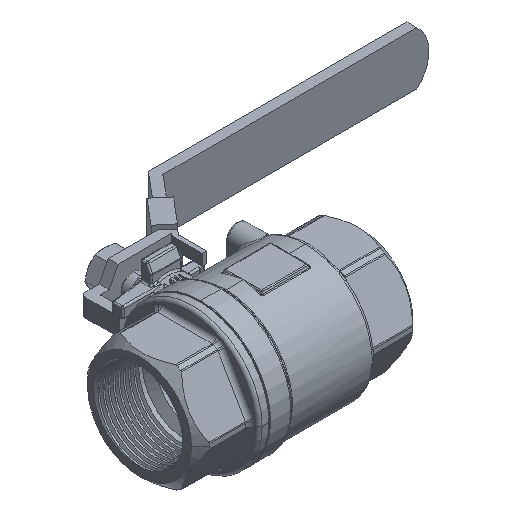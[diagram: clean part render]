
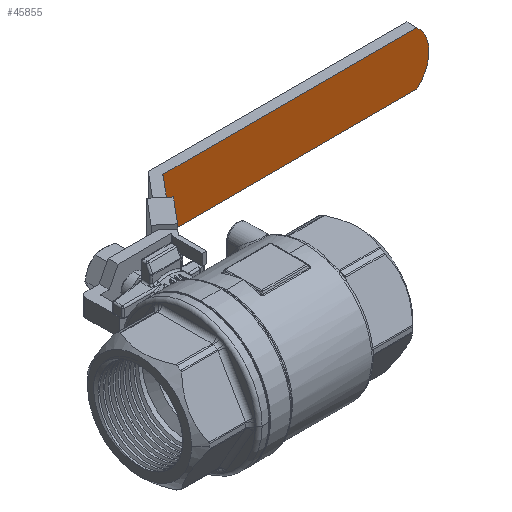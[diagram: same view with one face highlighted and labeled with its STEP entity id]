
A CAD part, isometric view. The second image highlights one B-rep face of the part: STEP entity #45855.
In plain terms, the highlighted planar face has unit normal (0, -1, 0).
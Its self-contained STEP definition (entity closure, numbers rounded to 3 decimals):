
#45199=DIRECTION('',(1.,0.,0.));
#45200=VECTOR('',#45199,114.807);
#45201=CARTESIAN_POINT('',(38.276,38.,-12.));
#45202=LINE('',#45201,#45200);
#45203=DIRECTION('',(0.,0.,1.));
#45204=VECTOR('',#45203,24.);
#45205=CARTESIAN_POINT('',(38.276,38.,-12.));
#45206=LINE('',#45205,#45204);
#45207=DIRECTION('',(1.,0.,0.));
#45208=VECTOR('',#45207,114.807);
#45209=CARTESIAN_POINT('',(38.276,38.,12.));
#45210=LINE('',#45209,#45208);
#45211=CARTESIAN_POINT('',(142.5,38.,0.));
#45212=DIRECTION('',(0.,1.,0.));
#45213=DIRECTION('',(0.661,0.,0.75));
#45214=AXIS2_PLACEMENT_3D('',#45211,#45212,#45213);
#45406=CARTESIAN_POINT('',(38.276,38.,-12.));
#45407=CARTESIAN_POINT('',(153.083,38.,-12.));
#45408=VERTEX_POINT('',#45406);
#45409=VERTEX_POINT('',#45407);
#45410=CARTESIAN_POINT('',(153.083,38.,12.));
#45411=VERTEX_POINT('',#45410);
#45412=CARTESIAN_POINT('',(38.276,38.,12.));
#45413=VERTEX_POINT('',#45412);
#45844=CARTESIAN_POINT('',(38.276,38.,-108.255));
#45845=DIRECTION('',(0.,-1.,0.));
#45846=DIRECTION('',(1.,0.,0.));
#45847=AXIS2_PLACEMENT_3D('',#45844,#45845,#45846);
#45848=PLANE('',#45847);
#45849=ORIENTED_EDGE('',*,*,#45651,.F.);
#45850=ORIENTED_EDGE('',*,*,#45754,.T.);
#45851=ORIENTED_EDGE('',*,*,#45788,.T.);
#45852=ORIENTED_EDGE('',*,*,#45836,.T.);
#45853=EDGE_LOOP('',(#45849,#45850,#45851,#45852));
#45854=FACE_OUTER_BOUND('',#45853,.F.);
#45215=CIRCLE('',#45214,16.);
#45651=EDGE_CURVE('',#45408,#45409,#45202,.T.);
#45754=EDGE_CURVE('',#45408,#45413,#45206,.T.);
#45788=EDGE_CURVE('',#45413,#45411,#45210,.T.);
#45836=EDGE_CURVE('',#45411,#45409,#45215,.T.);
#45855=ADVANCED_FACE('',(#45854),#45848,.T.);
